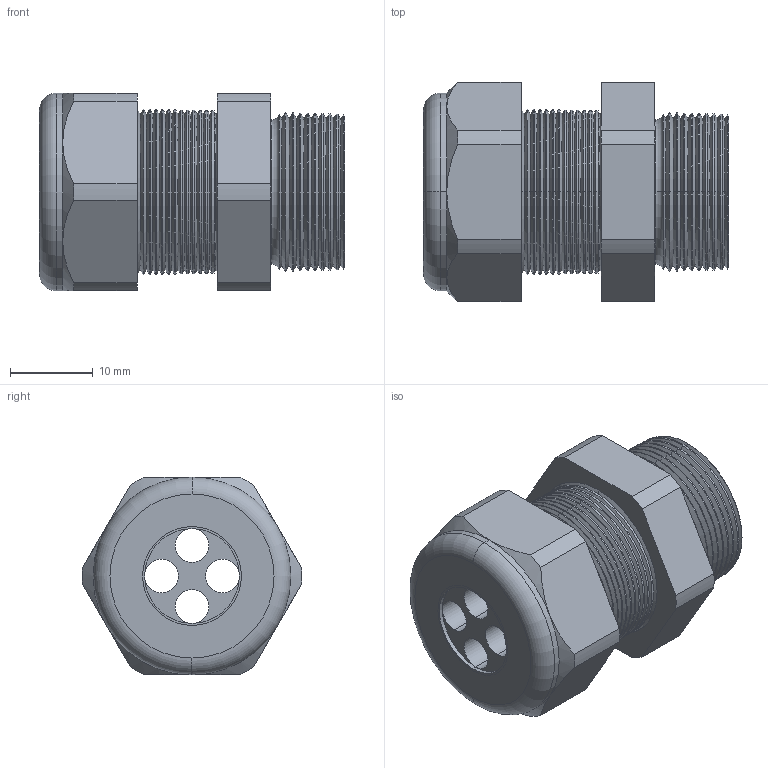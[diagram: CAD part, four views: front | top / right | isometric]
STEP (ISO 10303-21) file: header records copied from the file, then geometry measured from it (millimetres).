
FILE_DESCRIPTION (( 'STEP AP203' ), '1' );
FILE_NAME ('CD22M3-GY.STEP', '2008-11-25T06:17:17', ( 'bay06' ), ( '' ), 'SwSTEP 2.0', 'SolidWorks 2007', '' );
FILE_SCHEMA (( 'CONFIG_CONTROL_DESIGN' ));
Length unit declared in the file: inch
Products named in the file (1): CD22M3-GY
Bounding box: 36.83 x 26.49 x 23.88 mm (x, y, z)
Volume: 9441.7 mm3; surface area: 6659.9 mm2
Topology: 2 solids, 2 shells, 194 faces, 414 edges, 228 vertices
Faces by surface type: cone 140, cylinder 28, plane 20, torus 6
Entity records: 5297 total; most frequent: DIRECTION 1002, CARTESIAN_POINT 925, ORIENTED_EDGE 828, EDGE_CURVE 414, AXIS2_PLACEMENT_3D 405, VERTEX_POINT 228, CIRCLE 210, EDGE_LOOP 208
